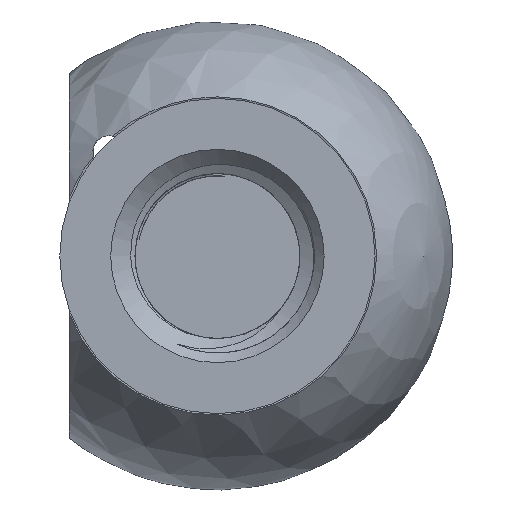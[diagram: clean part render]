
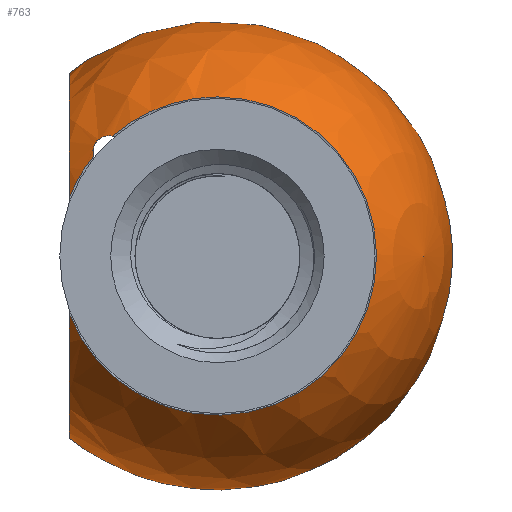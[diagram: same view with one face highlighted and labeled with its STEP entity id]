
A CAD part, left-side view. The second image highlights one B-rep face of the part: STEP entity #763.
In plain terms, the highlighted spherical face has radius 9.7 mm.
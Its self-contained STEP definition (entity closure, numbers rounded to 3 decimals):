
#19=FACE_BOUND('',#130,.T.);
#27=SPHERICAL_SURFACE('',#829,9.7);
#43=CIRCLE('',#826,6.562);
#44=CIRCLE('',#827,6.562);
#45=CIRCLE('',#828,6.562);
#46=CIRCLE('',#830,7.542);
#47=CIRCLE('',#831,9.7);
#48=CIRCLE('',#832,7.542);
#86=FACE_OUTER_BOUND('',#129,.T.);
#129=EDGE_LOOP('',(#591,#592,#593,#594,#595,#596,#597,#598));
#130=EDGE_LOOP('',(#599,#600));
#199=B_SPLINE_CURVE_WITH_KNOTS('',3,(#12506,#12507,#12508,#12509,#12510,
#12511,#12512,#12513,#12514,#12515,#12516,#12517,#12518,#12519,#12520,#12521,
#12522,#12523,#12524,#12525,#12526,#12527),.UNSPECIFIED.,.F.,.F.,(4,2,2,
2,2,2,2,2,2,2,4),(0.,0.027,0.04,0.053,
0.066,0.079,0.106,0.137,
0.167,0.198,0.228),.UNSPECIFIED.);
#200=B_SPLINE_CURVE_WITH_KNOTS('',3,(#12528,#12529,#12530,#12531,#12532,
#12533,#12534,#12535,#12536,#12537,#12538,#12539,#12540,#12541,#12542,#12543,
#12544,#12545),.UNSPECIFIED.,.F.,.F.,(4,2,2,2,2,2,2,2,4),(0.228,
0.254,0.28,0.306,0.332,
0.362,0.392,0.423,0.454),
 .UNSPECIFIED.);
#204=B_SPLINE_CURVE_WITH_KNOTS('',3,(#12665,#12666,#12667,#12668,#12669,
#12670,#12671,#12672,#12673,#12674,#12675,#12676,#12677,#12678,#12679,#12680,
#12681,#12682,#12683),.UNSPECIFIED.,.F.,.F.,(4,2,2,2,2,2,2,3,4),(0.326,
0.348,0.375,0.388,0.401,
0.414,0.427,0.454,0.473),
 .UNSPECIFIED.);
#332=VERTEX_POINT('',#12504);
#333=VERTEX_POINT('',#12505);
#337=VERTEX_POINT('',#12628);
#338=VERTEX_POINT('',#12664);
#341=VERTEX_POINT('',#12701);
#342=VERTEX_POINT('',#12704);
#343=VERTEX_POINT('',#12706);
#344=VERTEX_POINT('',#12724);
#345=VERTEX_POINT('',#12726);
#432=EDGE_CURVE('',#332,#333,#199,.T.);
#433=EDGE_CURVE('',#333,#332,#200,.T.);
#439=EDGE_CURVE('',#338,#337,#204,.T.);
#444=EDGE_CURVE('',#337,#341,#43,.T.);
#445=EDGE_CURVE('',#342,#338,#44,.T.);
#447=EDGE_CURVE('',#341,#343,#45,.T.);
#448=EDGE_CURVE('',#343,#344,#46,.T.);
#449=EDGE_CURVE('',#345,#344,#47,.T.);
#450=EDGE_CURVE('',#344,#342,#48,.T.);
#591=ORIENTED_EDGE('',*,*,#439,.T.);
#592=ORIENTED_EDGE('',*,*,#444,.T.);
#593=ORIENTED_EDGE('',*,*,#447,.T.);
#594=ORIENTED_EDGE('',*,*,#448,.T.);
#595=ORIENTED_EDGE('',*,*,#449,.F.);
#596=ORIENTED_EDGE('',*,*,#449,.T.);
#597=ORIENTED_EDGE('',*,*,#450,.T.);
#598=ORIENTED_EDGE('',*,*,#445,.T.);
#599=ORIENTED_EDGE('',*,*,#432,.T.);
#600=ORIENTED_EDGE('',*,*,#433,.T.);
#763=ADVANCED_FACE('',(#86,#19),#27,.T.);
#826=AXIS2_PLACEMENT_3D('',#12703,#949,#950);
#827=AXIS2_PLACEMENT_3D('',#12705,#951,#952);
#828=AXIS2_PLACEMENT_3D('',#12722,#953,#954);
#829=AXIS2_PLACEMENT_3D('',#12723,#955,#956);
#830=AXIS2_PLACEMENT_3D('',#12725,#957,#958);
#831=AXIS2_PLACEMENT_3D('',#12727,#959,#960);
#832=AXIS2_PLACEMENT_3D('',#12728,#961,#962);
#949=DIRECTION('center_axis',(1.,0.,0.));
#950=DIRECTION('ref_axis',(0.,-1.,0.));
#951=DIRECTION('center_axis',(1.,0.,0.));
#952=DIRECTION('ref_axis',(0.,-1.,0.));
#953=DIRECTION('center_axis',(1.,0.,0.));
#954=DIRECTION('ref_axis',(0.,-1.,0.));
#955=DIRECTION('center_axis',(-0.479,-0.878,0.));
#956=DIRECTION('ref_axis',(-0.39,0.213,0.896));
#957=DIRECTION('center_axis',(0.,-1.,0.));
#958=DIRECTION('ref_axis',(0.622,0.,-0.783));
#959=DIRECTION('center_axis',(0.786,-0.429,0.445));
#960=DIRECTION('ref_axis',(0.39,-0.213,-0.896));
#961=DIRECTION('center_axis',(0.,-1.,0.));
#962=DIRECTION('ref_axis',(0.622,0.,-0.783));
#12504=CARTESIAN_POINT('',(37.03,4.48,4.96));
#12505=CARTESIAN_POINT('',(37.786,4.48,3.66));
#12506=CARTESIAN_POINT('Ctrl Pts',(37.03,4.48,4.96));
#12507=CARTESIAN_POINT('Ctrl Pts',(36.982,4.555,4.96));
#12508=CARTESIAN_POINT('Ctrl Pts',(36.936,4.639,4.946));
#12509=CARTESIAN_POINT('Ctrl Pts',(36.888,4.76,4.898));
#12510=CARTESIAN_POINT('Ctrl Pts',(36.875,4.8,4.878));
#12511=CARTESIAN_POINT('Ctrl Pts',(36.857,4.874,4.829));
#12512=CARTESIAN_POINT('Ctrl Pts',(36.852,4.909,4.8));
#12513=CARTESIAN_POINT('Ctrl Pts',(36.851,4.972,4.738));
#12514=CARTESIAN_POINT('Ctrl Pts',(36.854,5.,4.703));
#12515=CARTESIAN_POINT('Ctrl Pts',(36.869,5.048,4.629));
#12516=CARTESIAN_POINT('Ctrl Pts',(36.88,5.069,4.589));
#12517=CARTESIAN_POINT('Ctrl Pts',(36.925,5.116,4.469));
#12518=CARTESIAN_POINT('Ctrl Pts',(36.968,5.13,4.385));
#12519=CARTESIAN_POINT('Ctrl Pts',(37.068,5.13,4.222));
#12520=CARTESIAN_POINT('Ctrl Pts',(37.133,5.112,4.134));
#12521=CARTESIAN_POINT('Ctrl Pts',(37.271,5.044,3.975));
#12522=CARTESIAN_POINT('Ctrl Pts',(37.343,4.994,3.904));
#12523=CARTESIAN_POINT('Ctrl Pts',(37.474,4.883,3.794));
#12524=CARTESIAN_POINT('Ctrl Pts',(37.543,4.814,3.746));
#12525=CARTESIAN_POINT('Ctrl Pts',(37.674,4.656,3.678));
#12526=CARTESIAN_POINT('Ctrl Pts',(37.736,4.567,3.66));
#12527=CARTESIAN_POINT('Ctrl Pts',(37.786,4.48,3.66));
#12528=CARTESIAN_POINT('Ctrl Pts',(37.786,4.48,3.66));
#12529=CARTESIAN_POINT('Ctrl Pts',(37.83,4.404,3.66));
#12530=CARTESIAN_POINT('Ctrl Pts',(37.87,4.32,3.674));
#12531=CARTESIAN_POINT('Ctrl Pts',(37.927,4.158,3.739));
#12532=CARTESIAN_POINT('Ctrl Pts',(37.942,4.081,3.789));
#12533=CARTESIAN_POINT('Ctrl Pts',(37.945,3.959,3.912));
#12534=CARTESIAN_POINT('Ctrl Pts',(37.932,3.908,3.989));
#12535=CARTESIAN_POINT('Ctrl Pts',(37.88,3.844,4.15));
#12536=CARTESIAN_POINT('Ctrl Pts',(37.842,3.83,4.234));
#12537=CARTESIAN_POINT('Ctrl Pts',(37.752,3.83,4.397));
#12538=CARTESIAN_POINT('Ctrl Pts',(37.693,3.848,4.485));
#12539=CARTESIAN_POINT('Ctrl Pts',(37.564,3.915,4.643));
#12540=CARTESIAN_POINT('Ctrl Pts',(37.496,3.963,4.712));
#12541=CARTESIAN_POINT('Ctrl Pts',(37.365,4.073,4.823));
#12542=CARTESIAN_POINT('Ctrl Pts',(37.293,4.144,4.873));
#12543=CARTESIAN_POINT('Ctrl Pts',(37.153,4.304,4.942));
#12544=CARTESIAN_POINT('Ctrl Pts',(37.086,4.392,4.96));
#12545=CARTESIAN_POINT('Ctrl Pts',(37.03,4.48,4.96));
#12628=CARTESIAN_POINT('',(22.856,4.319,4.94));
#12664=CARTESIAN_POINT('',(22.856,5.103,4.125));
#12665=CARTESIAN_POINT('Ctrl Pts',(22.856,5.103,4.125));
#12666=CARTESIAN_POINT('Ctrl Pts',(22.903,5.121,4.184));
#12667=CARTESIAN_POINT('Ctrl Pts',(22.948,5.13,4.247));
#12668=CARTESIAN_POINT('Ctrl Pts',(23.032,5.13,4.385));
#12669=CARTESIAN_POINT('Ctrl Pts',(23.075,5.116,4.469));
#12670=CARTESIAN_POINT('Ctrl Pts',(23.12,5.069,4.589));
#12671=CARTESIAN_POINT('Ctrl Pts',(23.131,5.048,4.629));
#12672=CARTESIAN_POINT('Ctrl Pts',(23.146,5.,4.703));
#12673=CARTESIAN_POINT('Ctrl Pts',(23.149,4.972,4.738));
#12674=CARTESIAN_POINT('Ctrl Pts',(23.148,4.909,4.8));
#12675=CARTESIAN_POINT('Ctrl Pts',(23.143,4.874,4.829));
#12676=CARTESIAN_POINT('Ctrl Pts',(23.125,4.8,4.878));
#12677=CARTESIAN_POINT('Ctrl Pts',(23.112,4.76,4.898));
#12678=CARTESIAN_POINT('Ctrl Pts',(23.064,4.639,4.946));
#12679=CARTESIAN_POINT('Ctrl Pts',(23.018,4.555,4.96));
#12680=CARTESIAN_POINT('Ctrl Pts',(22.97,4.48,4.96));
#12681=CARTESIAN_POINT('Ctrl Pts',(22.936,4.426,4.96));
#12682=CARTESIAN_POINT('Ctrl Pts',(22.897,4.371,4.953));
#12683=CARTESIAN_POINT('Ctrl Pts',(22.856,4.319,4.94));
#12701=CARTESIAN_POINT('',(22.856,0.,6.562));
#12703=CARTESIAN_POINT('Origin',(22.856,0.,0.));
#12704=CARTESIAN_POINT('',(22.856,6.1,2.417));
#12705=CARTESIAN_POINT('Origin',(22.856,0.,0.));
#12706=CARTESIAN_POINT('',(22.856,6.1,-2.417));
#12722=CARTESIAN_POINT('Origin',(22.856,0.,0.));
#12723=CARTESIAN_POINT('Origin',(30.,0.,0.));
#12724=CARTESIAN_POINT('',(35.948,6.1,-4.637));
#12725=CARTESIAN_POINT('Origin',(30.,6.1,0.));
#12726=CARTESIAN_POINT('',(25.356,-8.516,0.));
#12727=CARTESIAN_POINT('Origin',(30.,0.,0.));
#12728=CARTESIAN_POINT('Origin',(30.,6.1,0.));
